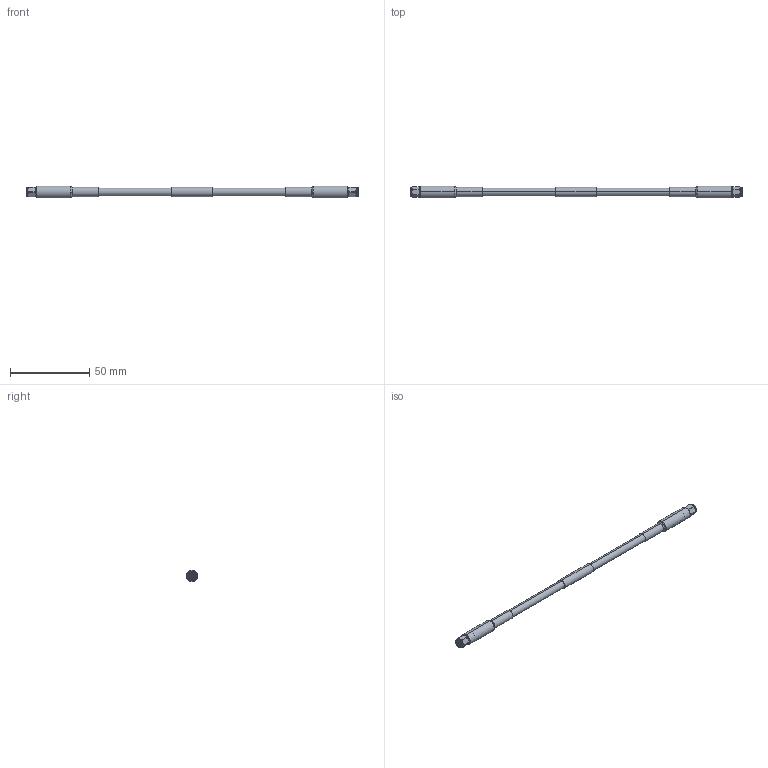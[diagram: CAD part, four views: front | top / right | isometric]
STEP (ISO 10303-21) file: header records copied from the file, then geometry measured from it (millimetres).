
FILE_DESCRIPTION (( 'STEP AP214' ), '1' );
FILE_NAME ('FMCA100057_3D.step', '2024-08-05T16:05:13', ( '' ), ( '' ), 'SwSTEP 2.0', 'SolidWorks 2022', '' );
FILE_SCHEMA (( 'AUTOMOTIVE_DESIGN' ));
Length unit declared in the file: inch
Products named in the file (4): FMCA100057_3D; Heat Shrink^FMCA100057; Coax Cable^FMCA100057; 1mm Male 01^FMCA100057
Assembly tree (5 placements, depth 2):
  FMCA100057_3D
    Coax Cable^FMCA100057
    1mm Male 01^FMCA100057  x2
    Heat Shrink^FMCA100057  x2
Bounding box: 208.86 x 7.43 x 7.43 mm (x, y, z)
Volume: 7611.1 mm3; surface area: 5931.8 mm2
Topology: 9 solids, 9 shells, 212 faces, 500 edges, 324 vertices
Faces by surface type: cylinder 98, plane 68, cone 20, bspline 18, torus 8
Entity records: 4833 total; most frequent: CARTESIAN_POINT 2125, DIRECTION 541, ORIENTED_EDGE 518, EDGE_CURVE 259, AXIS2_PLACEMENT_3D 224, VERTEX_POINT 168, EDGE_LOOP 123, CIRCLE 114
